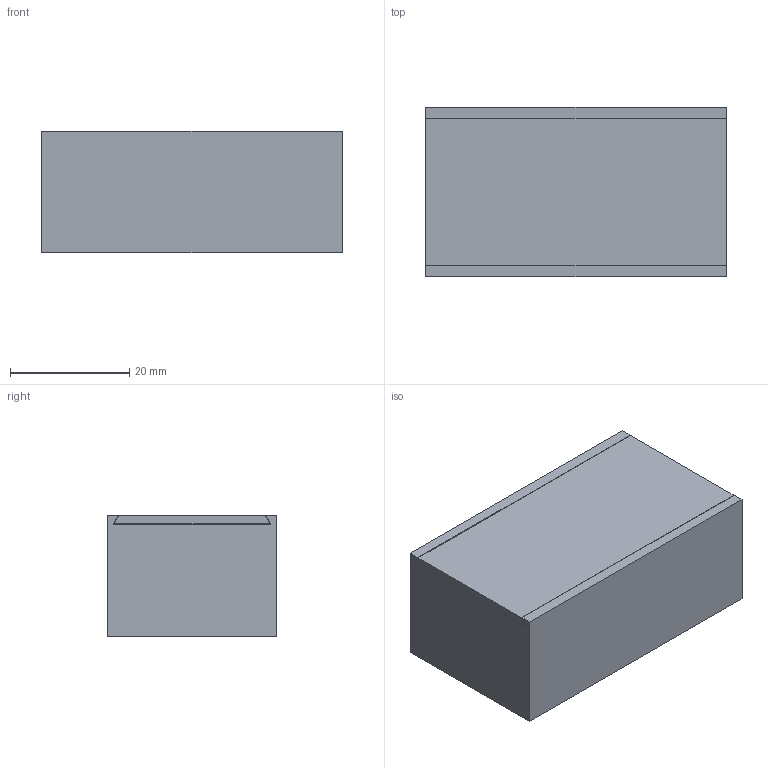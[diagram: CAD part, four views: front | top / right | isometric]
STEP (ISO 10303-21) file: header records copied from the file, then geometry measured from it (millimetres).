
FILE_DESCRIPTION(/* description */ (''),/* implementation_level */ '2;1');
FILE_NAME(/* name */ 'Small Remote Case v10.step',/* time_stamp */ '2021-06-08T18:37:54+02:00',/* author */ (''),/* organization */ (''),/* preprocessor_version */ 'ST-DEVELOPER v18.1',/* originating_system */ 'Autodesk Translation Framework v10.9.0.1377',/* authorisation */ '');
FILE_SCHEMA (('AUTOMOTIVE_DESIGN { 1 0 10303 214 3 1 1 }'));
Length unit declared in the file: millimetre
Products named in the file (1): Small Remote Case
Bounding box: 50.4 x 28.4 x 20.4 mm (x, y, z)
Volume: 7312.7 mm3; surface area: 14089.9 mm2
Topology: 3 solids, 3 shells, 167 faces, 444 edges, 291 vertices
Faces by surface type: plane 163, cylinder 4
Full cylindrical faces by diameter (mm): 1.9 x2, 4 x2
Entity records: 5141 total; most frequent: CARTESIAN_POINT 903, ORIENTED_EDGE 888, DIRECTION 792, EDGE_CURVE 444, LINE 432, VECTOR 432, VERTEX_POINT 291, EDGE_LOOP 195
